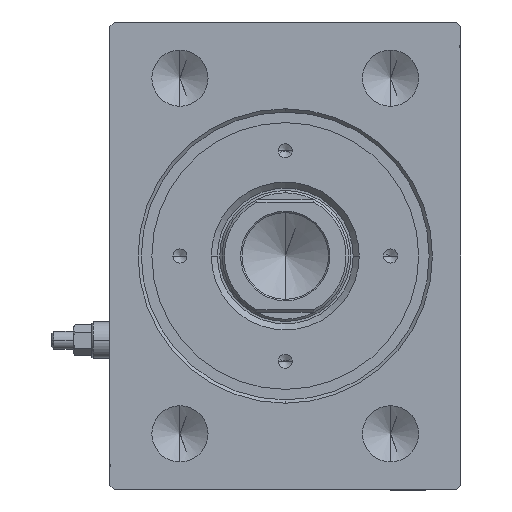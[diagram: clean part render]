
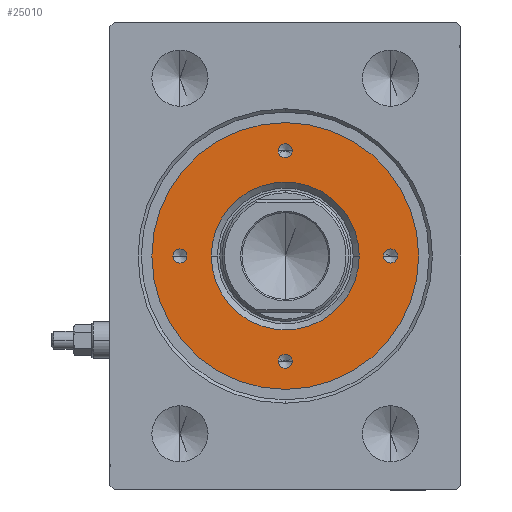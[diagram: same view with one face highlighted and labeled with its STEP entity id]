
A CAD part, left-side view. The second image highlights one B-rep face of the part: STEP entity #25010.
In plain terms, the highlighted face is planar.
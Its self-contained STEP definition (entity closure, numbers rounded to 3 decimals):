
#611 = ORIENTED_EDGE ( 'NONE', *, *, #18599, .F. ) ;
#1258 = AXIS2_PLACEMENT_3D ( 'NONE', #40510, #16369, #8637 ) ;
#2223 = DIRECTION ( 'NONE',  ( 0., 0., 1. ) ) ;
#2481 = EDGE_LOOP ( 'NONE', ( #10448, #26218 ) ) ;
#2674 = FACE_BOUND ( 'NONE', #15757, .T. ) ;
#3020 = EDGE_LOOP ( 'NONE', ( #4782, #26090 ) ) ;
#3331 = CIRCLE ( 'NONE', #36785, 28.5 ) ;
#3815 = DIRECTION ( 'NONE',  ( 1., 0., 0. ) ) ;
#3983 = CIRCLE ( 'NONE', #5455, 1.5 ) ;
#4314 = CARTESIAN_POINT ( 'NONE',  ( -28.5, 0., 10. ) ) ;
#4337 = EDGE_CURVE ( 'NONE', #21740, #44742, #28543, .T. ) ;
#4392 = CARTESIAN_POINT ( 'NONE',  ( -1.5, 22.5, 10. ) ) ;
#4599 = CIRCLE ( 'NONE', #40235, 1.5 ) ;
#4782 = ORIENTED_EDGE ( 'NONE', *, *, #30507, .T. ) ;
#4910 = AXIS2_PLACEMENT_3D ( 'NONE', #21569, #10864, #3815 ) ;
#5455 = AXIS2_PLACEMENT_3D ( 'NONE', #41523, #24220, #38118 ) ;
#5627 = CIRCLE ( 'NONE', #4910, 1.5 ) ;
#6336 = DIRECTION ( 'NONE',  ( 0., 0., 1. ) ) ;
#7177 = EDGE_CURVE ( 'NONE', #40138, #8529, #20224, .T. ) ;
#7300 = ORIENTED_EDGE ( 'NONE', *, *, #29824, .F. ) ;
#8025 = DIRECTION ( 'NONE',  ( 1., 0., 0. ) ) ;
#8518 = EDGE_CURVE ( 'NONE', #8529, #40138, #10784, .T. ) ;
#8529 = VERTEX_POINT ( 'NONE', #39445 ) ;
#8637 = DIRECTION ( 'NONE',  ( 1., 0., 0. ) ) ;
#8913 = AXIS2_PLACEMENT_3D ( 'NONE', #37124, #36220, #32811 ) ;
#9184 = CARTESIAN_POINT ( 'NONE',  ( 0., -22.5, 10. ) ) ;
#9247 = CARTESIAN_POINT ( 'NONE',  ( -15.8, 0., 10. ) ) ;
#9386 = EDGE_CURVE ( 'NONE', #37045, #25317, #3331, .T. ) ;
#9977 = CIRCLE ( 'NONE', #1258, 28.5 ) ;
#10374 = AXIS2_PLACEMENT_3D ( 'NONE', #23385, #2223, #37068 ) ;
#10448 = ORIENTED_EDGE ( 'NONE', *, *, #9386, .T. ) ;
#10784 = CIRCLE ( 'NONE', #36239, 1.5 ) ;
#10864 = DIRECTION ( 'NONE',  ( 0., 0., 1. ) ) ;
#11924 = DIRECTION ( 'NONE',  ( 0., 0., 1. ) ) ;
#12127 = ORIENTED_EDGE ( 'NONE', *, *, #8518, .F. ) ;
#13565 = CARTESIAN_POINT ( 'NONE',  ( 0., 0., 10. ) ) ;
#13613 = AXIS2_PLACEMENT_3D ( 'NONE', #9184, #11924, #26282 ) ;
#13994 = EDGE_CURVE ( 'NONE', #33461, #42816, #44893, .T. ) ;
#15757 = EDGE_LOOP ( 'NONE', ( #611, #41553 ) ) ;
#16045 = ORIENTED_EDGE ( 'NONE', *, *, #13994, .F. ) ;
#16369 = DIRECTION ( 'NONE',  ( 0., 0., 1. ) ) ;
#16600 = ORIENTED_EDGE ( 'NONE', *, *, #39853, .F. ) ;
#16865 = DIRECTION ( 'NONE',  ( 0., 0., 1. ) ) ;
#17248 = CARTESIAN_POINT ( 'NONE',  ( 1.5, 22.5, 10. ) ) ;
#17553 = CARTESIAN_POINT ( 'NONE',  ( 0., 0., 10. ) ) ;
#17727 = AXIS2_PLACEMENT_3D ( 'NONE', #13565, #41352, #20180 ) ;
#17825 = DIRECTION ( 'NONE',  ( 0., 0., 1. ) ) ;
#18284 = EDGE_CURVE ( 'NONE', #29937, #29662, #31540, .T. ) ;
#18599 = EDGE_CURVE ( 'NONE', #44742, #21740, #3983, .T. ) ;
#18734 = CIRCLE ( 'NONE', #20185, 15.8 ) ;
#18895 = CARTESIAN_POINT ( 'NONE',  ( 15.8, 0., 10. ) ) ;
#19080 = ORIENTED_EDGE ( 'NONE', *, *, #7177, .F. ) ;
#19519 = CARTESIAN_POINT ( 'NONE',  ( 21., 0., 10. ) ) ;
#20003 = FACE_BOUND ( 'NONE', #26780, .T. ) ;
#20165 = CARTESIAN_POINT ( 'NONE',  ( 28.5, 0., 10. ) ) ;
#20180 = DIRECTION ( 'NONE',  ( 1., 0., 0. ) ) ;
#20185 = AXIS2_PLACEMENT_3D ( 'NONE', #39173, #38941, #35743 ) ;
#20224 = CIRCLE ( 'NONE', #24586, 1.5 ) ;
#21569 = CARTESIAN_POINT ( 'NONE',  ( 0., 22.5, 10. ) ) ;
#21740 = VERTEX_POINT ( 'NONE', #19519 ) ;
#21946 = CARTESIAN_POINT ( 'NONE',  ( 1.5, -22.5, 10. ) ) ;
#22961 = CARTESIAN_POINT ( 'NONE',  ( 0., -22.5, 10. ) ) ;
#23385 = CARTESIAN_POINT ( 'NONE',  ( 0., 22.5, 10. ) ) ;
#24220 = DIRECTION ( 'NONE',  ( 0., 0., 1. ) ) ;
#24586 = AXIS2_PLACEMENT_3D ( 'NONE', #39322, #28623, #31810 ) ;
#25010 = ADVANCED_FACE ( 'NONE', ( #33448, #20003, #2674, #44362, #27059, #37530 ), #34103, .T. ) ;
#25103 = CARTESIAN_POINT ( 'NONE',  ( -22.5, 0., 10. ) ) ;
#25317 = VERTEX_POINT ( 'NONE', #20165 ) ;
#25958 = VERTEX_POINT ( 'NONE', #17248 ) ;
#26090 = ORIENTED_EDGE ( 'NONE', *, *, #18284, .T. ) ;
#26218 = ORIENTED_EDGE ( 'NONE', *, *, #29589, .T. ) ;
#26282 = DIRECTION ( 'NONE',  ( 1., 0., 0. ) ) ;
#26549 = CARTESIAN_POINT ( 'NONE',  ( -21., 0., 10. ) ) ;
#26780 = EDGE_LOOP ( 'NONE', ( #16600, #7300 ) ) ;
#27059 = FACE_BOUND ( 'NONE', #3020, .T. ) ;
#27988 = CARTESIAN_POINT ( 'NONE',  ( 24., 0., 10. ) ) ;
#28543 = CIRCLE ( 'NONE', #8913, 1.5 ) ;
#28623 = DIRECTION ( 'NONE',  ( 0., 0., 1. ) ) ;
#29589 = EDGE_CURVE ( 'NONE', #25317, #37045, #9977, .T. ) ;
#29662 = VERTEX_POINT ( 'NONE', #18895 ) ;
#29824 = EDGE_CURVE ( 'NONE', #35799, #25958, #5627, .T. ) ;
#29937 = VERTEX_POINT ( 'NONE', #9247 ) ;
#30507 = EDGE_CURVE ( 'NONE', #29662, #29937, #18734, .T. ) ;
#31540 = CIRCLE ( 'NONE', #17727, 15.8 ) ;
#31586 = CARTESIAN_POINT ( 'NONE',  ( -1.5, -22.5, 10. ) ) ;
#31810 = DIRECTION ( 'NONE',  ( 1., 0., 0. ) ) ;
#32093 = EDGE_LOOP ( 'NONE', ( #33962, #16045 ) ) ;
#32164 = EDGE_LOOP ( 'NONE', ( #19080, #12127 ) ) ;
#32811 = DIRECTION ( 'NONE',  ( 1., 0., 0. ) ) ;
#33448 = FACE_BOUND ( 'NONE', #32164, .T. ) ;
#33461 = VERTEX_POINT ( 'NONE', #31586 ) ;
#33962 = ORIENTED_EDGE ( 'NONE', *, *, #40914, .F. ) ;
#34103 = PLANE ( 'NONE',  #34216 ) ;
#34181 = DIRECTION ( 'NONE',  ( 1., 0., 0. ) ) ;
#34216 = AXIS2_PLACEMENT_3D ( 'NONE', #36632, #6336, #40939 ) ;
#35743 = DIRECTION ( 'NONE',  ( 1., 0., 0. ) ) ;
#35799 = VERTEX_POINT ( 'NONE', #4392 ) ;
#36220 = DIRECTION ( 'NONE',  ( 0., 0., 1. ) ) ;
#36239 = AXIS2_PLACEMENT_3D ( 'NONE', #25103, #17825, #8025 ) ;
#36632 = CARTESIAN_POINT ( 'NONE',  ( 0., 0., 10. ) ) ;
#36785 = AXIS2_PLACEMENT_3D ( 'NONE', #17553, #16865, #34181 ) ;
#37045 = VERTEX_POINT ( 'NONE', #4314 ) ;
#37068 = DIRECTION ( 'NONE',  ( 1., 0., 0. ) ) ;
#37124 = CARTESIAN_POINT ( 'NONE',  ( 22.5, 0., 10. ) ) ;
#37530 = FACE_OUTER_BOUND ( 'NONE', #2481, .T. ) ;
#38016 = CIRCLE ( 'NONE', #10374, 1.5 ) ;
#38118 = DIRECTION ( 'NONE',  ( 1., 0., 0. ) ) ;
#38941 = DIRECTION ( 'NONE',  ( 0., 0., -1. ) ) ;
#39173 = CARTESIAN_POINT ( 'NONE',  ( 0., 0., 10. ) ) ;
#39322 = CARTESIAN_POINT ( 'NONE',  ( -22.5, 0., 10. ) ) ;
#39445 = CARTESIAN_POINT ( 'NONE',  ( -24., 0., 10. ) ) ;
#39828 = DIRECTION ( 'NONE',  ( 1., 0., 0. ) ) ;
#39853 = EDGE_CURVE ( 'NONE', #25958, #35799, #38016, .T. ) ;
#40138 = VERTEX_POINT ( 'NONE', #26549 ) ;
#40235 = AXIS2_PLACEMENT_3D ( 'NONE', #22961, #43240, #39828 ) ;
#40510 = CARTESIAN_POINT ( 'NONE',  ( 0., 0., 10. ) ) ;
#40914 = EDGE_CURVE ( 'NONE', #42816, #33461, #4599, .T. ) ;
#40939 = DIRECTION ( 'NONE',  ( 1., 0., 0. ) ) ;
#41352 = DIRECTION ( 'NONE',  ( 0., 0., -1. ) ) ;
#41523 = CARTESIAN_POINT ( 'NONE',  ( 22.5, 0., 10. ) ) ;
#41553 = ORIENTED_EDGE ( 'NONE', *, *, #4337, .F. ) ;
#42816 = VERTEX_POINT ( 'NONE', #21946 ) ;
#43240 = DIRECTION ( 'NONE',  ( 0., 0., 1. ) ) ;
#44362 = FACE_BOUND ( 'NONE', #32093, .T. ) ;
#44742 = VERTEX_POINT ( 'NONE', #27988 ) ;
#44893 = CIRCLE ( 'NONE', #13613, 1.5 ) ;
